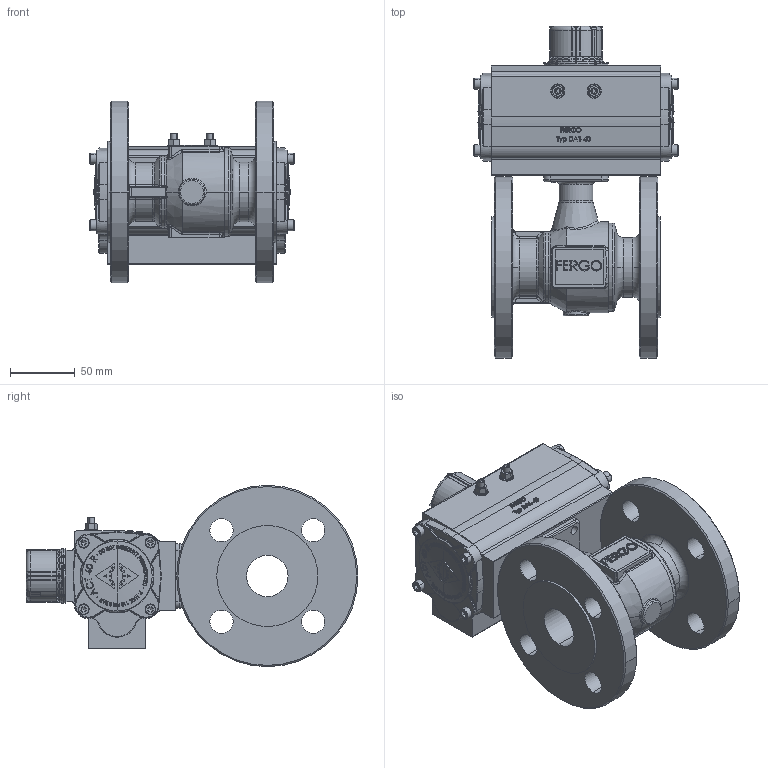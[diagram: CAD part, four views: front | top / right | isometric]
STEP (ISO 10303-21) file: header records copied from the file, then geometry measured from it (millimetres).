
FILE_DESCRIPTION (( 'STEP AP214' ), '1' );
FILE_NAME ('KH121-DN32-PN16-Pneumatischer-DA40-Doppeltwirkend-Schwenkantrieb-Fergo.STEP', '2022-10-27T10:30:03', ( '' ), ( '' ), 'SwSTEP 2.0', 'SolidWorks 2022', '' );
FILE_SCHEMA (( 'AUTOMOTIVE_DESIGN' ));
Length unit declared in the file: millimetre
Products named in the file (3): KH121-kugelhahn-DN32-PN16-FW-Fergo; KH121-DN32-PN16-Pneumatischer-DA40-Doppeltwirkend-Schwenkantrieb-Fergo; 0040 ADA
Assembly tree (2 placements, depth 2):
  KH121-DN32-PN16-Pneumatischer-DA40-Doppeltwirkend-Schwenkantrieb-Fergo
    KH121-kugelhahn-DN32-PN16-FW-Fergo
    0040 ADA
Bounding box: 157.9 x 256.29 x 140 mm (x, y, z)
Volume: 544940.4 mm3; surface area: 269841.1 mm2
Topology: 28 solids, 29 shells, 5478 faces, 14764 edges, 9480 vertices
Faces by surface type: plane 2832, cylinder 1024, bspline 833, torus 292, cone 270, sphere 227
Entity records: 214089 total; most frequent: CARTESIAN_POINT 79184, ORIENTED_EDGE 29211, DIRECTION 27445, EDGE_CURVE 14617, AXIS2_PLACEMENT_3D 10705, VERTEX_POINT 9471, CIRCLE 6054, LINE 6035
